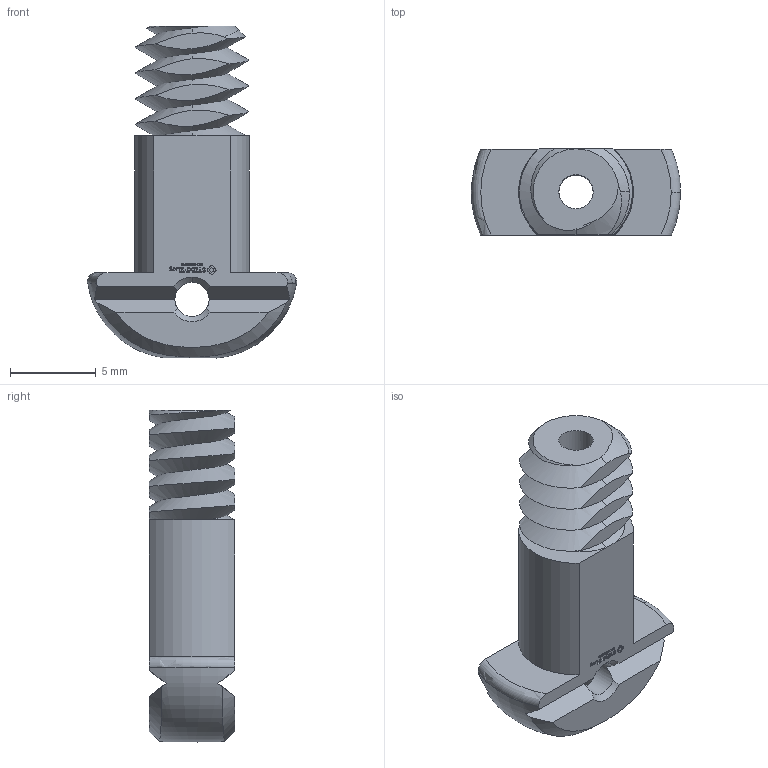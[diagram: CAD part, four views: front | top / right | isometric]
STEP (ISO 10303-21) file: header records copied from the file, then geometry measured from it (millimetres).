
FILE_DESCRIPTION(('FreeCAD Model'),'2;1');
FILE_NAME('Open CASCADE Shape Model','2023-11-07T17:55:41',(''),(''), 'Open CASCADE STEP processor 7.6','FreeCAD','Unknown');
FILE_SCHEMA(('AUTOMOTIVE_DESIGN { 1 0 10303 214 1 1 1 1 }'));
Length unit declared in the file: millimetre
Products named in the file (1): Shoulder Screw RH RHD BU00.75 - SPN-SSC-0043 (stemfie.org)
Bounding box: 12.2 x 5 x 19.35 mm (x, y, z)
Volume: 524 mm3; surface area: 704.7 mm2
Topology: 1 solids, 1 shells, 579 faces, 1639 edges, 1089 vertices
Faces by surface type: plane 328, extrusion 216, bspline 15, cone 10, cylinder 6, torus 3, revolution 1
Full cylindrical faces by diameter (mm): 2 x2, 2.001 x1
Entity records: 48021 total; most frequent: CARTESIAN_POINT 17183, DIRECTION 4748, VECTOR 3917, LINE 3701, ORIENTED_EDGE 3278, PCURVE 3278, DEFINITIONAL_REPRESENTATION 3278, EDGE_CURVE 1639
